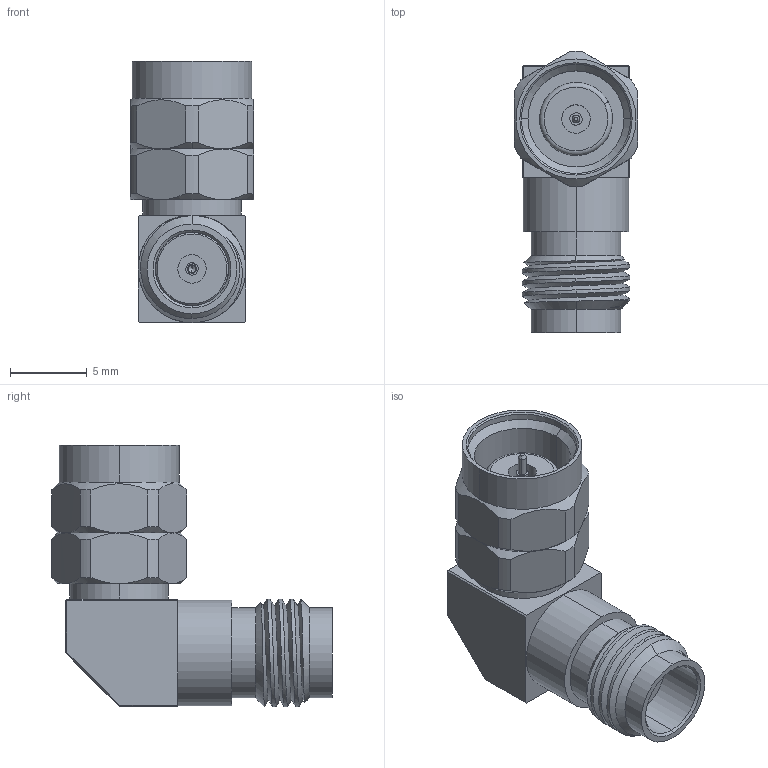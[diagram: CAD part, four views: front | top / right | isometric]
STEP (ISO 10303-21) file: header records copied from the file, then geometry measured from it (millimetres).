
FILE_DESCRIPTION (( 'STEP AP214' ), '1' );
FILE_NAME ('CT-VFVM-R-LN1.STEP', '2025-01-14T00:46:41', ( '' ), ( '' ), 'SwSTEP 2.0', 'SolidWorks 2021', '' );
FILE_SCHEMA (( 'AUTOMOTIVE_DESIGN' ));
Length unit declared in the file: inch
Products named in the file (1): CT-VFVM-R-LN1
Bounding box: 8 x 18.27 x 17 mm (x, y, z)
Volume: 922.6 mm3; surface area: 1302.8 mm2
Topology: 1 solids, 4 shells, 187 faces, 431 edges, 264 vertices
Faces by surface type: cylinder 72, plane 61, cone 50, bspline 2, torus 2
Entity records: 6676 total; most frequent: CARTESIAN_POINT 2419, DIRECTION 913, ORIENTED_EDGE 858, EDGE_CURVE 429, AXIS2_PLACEMENT_3D 369, VERTEX_POINT 264, EDGE_LOOP 207, ADVANCED_FACE 187
